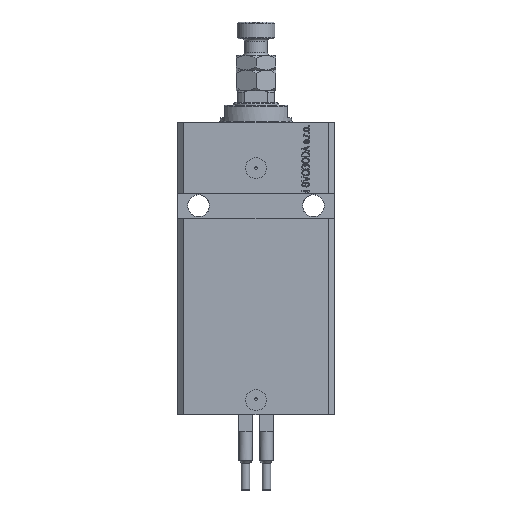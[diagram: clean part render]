
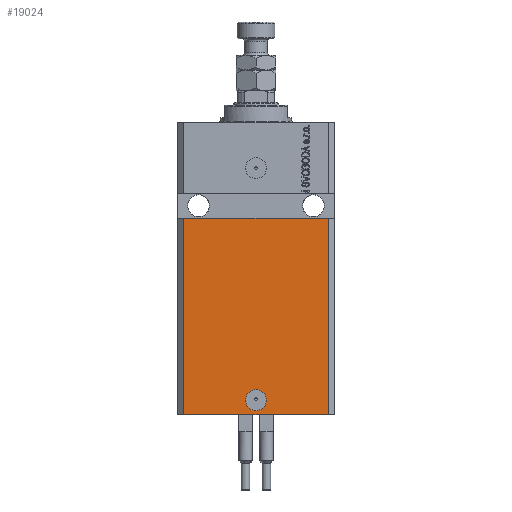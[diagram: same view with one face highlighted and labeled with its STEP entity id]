
A CAD part, front view. The second image highlights one B-rep face of the part: STEP entity #19024.
In plain terms, the highlighted planar face has unit normal (0, -1, 0).
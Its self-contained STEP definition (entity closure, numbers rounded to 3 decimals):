
#1179 = VERTEX_POINT ( 'NONE', #28162 ) ;
#1253 = CARTESIAN_POINT ( 'NONE',  ( -34.5, -27.5, -140. ) ) ;
#1998 = FACE_BOUND ( 'NONE', #21701, .T. ) ;
#2105 = ORIENTED_EDGE ( 'NONE', *, *, #4304, .F. ) ;
#2845 = ORIENTED_EDGE ( 'NONE', *, *, #9173, .T. ) ;
#3134 = LINE ( 'NONE', #33913, #5132 ) ;
#4304 = EDGE_CURVE ( 'NONE', #31110, #20452, #17570, .T. ) ;
#5132 = VECTOR ( 'NONE', #30108, 1000. ) ;
#8287 = EDGE_CURVE ( 'NONE', #20452, #31110, #11004, .T. ) ;
#8610 = CARTESIAN_POINT ( 'NONE',  ( -34.5, -27.5, -46. ) ) ;
#9173 = EDGE_CURVE ( 'NONE', #40175, #1179, #21231, .T. ) ;
#10926 = EDGE_CURVE ( 'NONE', #48618, #1179, #12783, .T. ) ;
#11004 = CIRCLE ( 'NONE', #49623, 5. ) ;
#12783 = LINE ( 'NONE', #38748, #34441 ) ;
#13252 = CARTESIAN_POINT ( 'NONE',  ( -5., -27.5, -133. ) ) ;
#13754 = CARTESIAN_POINT ( 'NONE',  ( 5., -27.5, -133. ) ) ;
#16250 = CARTESIAN_POINT ( 'NONE',  ( -34.5, -27.5, -140. ) ) ;
#16312 = CARTESIAN_POINT ( 'NONE',  ( 0., -27.5, -133. ) ) ;
#17246 = DIRECTION ( 'NONE',  ( 1., 0., 0. ) ) ;
#17367 = PLANE ( 'NONE',  #27370 ) ;
#17570 = CIRCLE ( 'NONE', #18353, 5. ) ;
#17986 = CARTESIAN_POINT ( 'NONE',  ( 0., -27.5, -133. ) ) ;
#18353 = AXIS2_PLACEMENT_3D ( 'NONE', #16312, #20598, #44024 ) ;
#18547 = CARTESIAN_POINT ( 'NONE',  ( 34.5, -27.5, -140. ) ) ;
#19024 = ADVANCED_FACE ( 'NONE', ( #1998, #20905 ), #17367, .T. ) ;
#20452 = VERTEX_POINT ( 'NONE', #13252 ) ;
#20598 = DIRECTION ( 'NONE',  ( 0., -1., 0. ) ) ;
#20905 = FACE_OUTER_BOUND ( 'NONE', #46284, .T. ) ;
#21231 = LINE ( 'NONE', #47433, #32764 ) ;
#21701 = EDGE_LOOP ( 'NONE', ( #2105, #45175 ) ) ;
#22025 = CARTESIAN_POINT ( 'NONE',  ( -34.5, -27.5, -140. ) ) ;
#22493 = DIRECTION ( 'NONE',  ( 0., -1., 0. ) ) ;
#26283 = ORIENTED_EDGE ( 'NONE', *, *, #31329, .F. ) ;
#27370 = AXIS2_PLACEMENT_3D ( 'NONE', #1253, #35800, #36539 ) ;
#28162 = CARTESIAN_POINT ( 'NONE',  ( 34.5, -27.5, -46. ) ) ;
#30108 = DIRECTION ( 'NONE',  ( 0., 0., 1. ) ) ;
#31110 = VERTEX_POINT ( 'NONE', #13754 ) ;
#31329 = EDGE_CURVE ( 'NONE', #49558, #48618, #3134, .T. ) ;
#31833 = DIRECTION ( 'NONE',  ( 0., 0., 1. ) ) ;
#32764 = VECTOR ( 'NONE', #31833, 1000. ) ;
#33878 = DIRECTION ( 'NONE',  ( 1., 0., 0. ) ) ;
#33913 = CARTESIAN_POINT ( 'NONE',  ( -34.5, -27.5, -140. ) ) ;
#34441 = VECTOR ( 'NONE', #47050, 1000. ) ;
#35800 = DIRECTION ( 'NONE',  ( 0., -1., 0. ) ) ;
#36539 = DIRECTION ( 'NONE',  ( 0., 0., -1. ) ) ;
#37974 = EDGE_CURVE ( 'NONE', #49558, #40175, #47978, .T. ) ;
#38748 = CARTESIAN_POINT ( 'NONE',  ( -37.5, -27.5, -46. ) ) ;
#39464 = VECTOR ( 'NONE', #17246, 1000. ) ;
#40175 = VERTEX_POINT ( 'NONE', #18547 ) ;
#42265 = ORIENTED_EDGE ( 'NONE', *, *, #10926, .F. ) ;
#44024 = DIRECTION ( 'NONE',  ( 1., 0., 0. ) ) ;
#45175 = ORIENTED_EDGE ( 'NONE', *, *, #8287, .F. ) ;
#46284 = EDGE_LOOP ( 'NONE', ( #42265, #26283, #48569, #2845 ) ) ;
#47050 = DIRECTION ( 'NONE',  ( 1., 0., 0. ) ) ;
#47433 = CARTESIAN_POINT ( 'NONE',  ( 34.5, -27.5, -140. ) ) ;
#47978 = LINE ( 'NONE', #16250, #39464 ) ;
#48569 = ORIENTED_EDGE ( 'NONE', *, *, #37974, .T. ) ;
#48618 = VERTEX_POINT ( 'NONE', #8610 ) ;
#49558 = VERTEX_POINT ( 'NONE', #22025 ) ;
#49623 = AXIS2_PLACEMENT_3D ( 'NONE', #17986, #22493, #33878 ) ;
